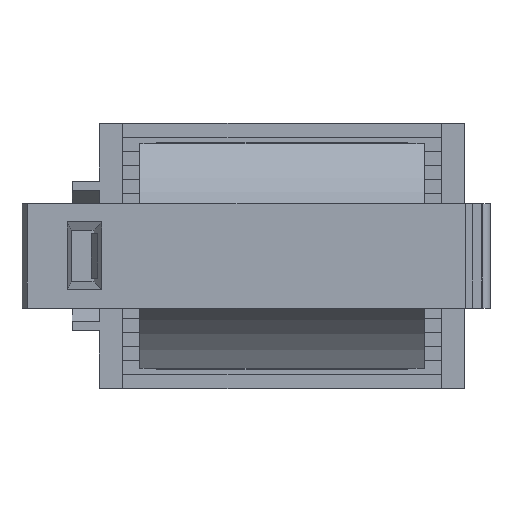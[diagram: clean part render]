
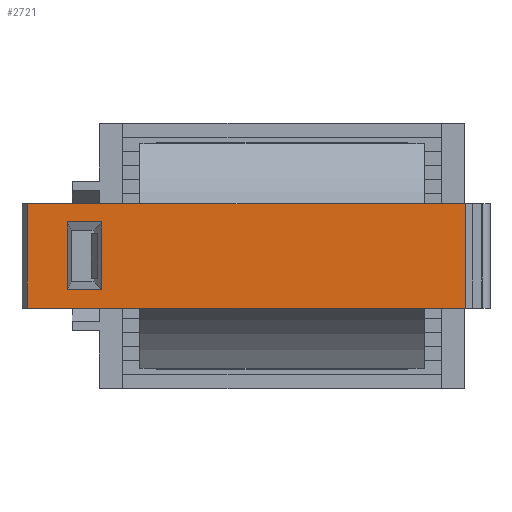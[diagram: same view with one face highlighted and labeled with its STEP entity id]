
A CAD part, top view. The second image highlights one B-rep face of the part: STEP entity #2721.
In plain terms, the highlighted planar face has unit normal (0, 0, 1).
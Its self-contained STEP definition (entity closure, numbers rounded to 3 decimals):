
#588=ORIENTED_EDGE('',*,*,#1137,.F.);
#589=ORIENTED_EDGE('',*,*,#1138,.F.);
#590=ORIENTED_EDGE('',*,*,#1139,.F.);
#591=ORIENTED_EDGE('',*,*,#1140,.F.);
#592=ORIENTED_EDGE('',*,*,#1103,.T.);
#593=ORIENTED_EDGE('',*,*,#1141,.T.);
#594=ORIENTED_EDGE('',*,*,#877,.F.);
#595=ORIENTED_EDGE('',*,*,#1142,.T.);
#596=ORIENTED_EDGE('',*,*,#897,.F.);
#597=ORIENTED_EDGE('',*,*,#1136,.T.);
#598=ORIENTED_EDGE('',*,*,#1107,.T.);
#599=ORIENTED_EDGE('',*,*,#1143,.F.);
#877=EDGE_CURVE('',#1265,#1266,#1517,.T.);
#897=EDGE_CURVE('',#1285,#1286,#1533,.T.);
#1103=EDGE_CURVE('',#1427,#1426,#1724,.T.);
#1107=EDGE_CURVE('',#1431,#1430,#1728,.T.);
#1136=EDGE_CURVE('',#1285,#1431,#1753,.T.);
#1137=EDGE_CURVE('',#1446,#1447,#1754,.F.);
#1138=EDGE_CURVE('',#1448,#1446,#1755,.F.);
#1139=EDGE_CURVE('',#1449,#1448,#1756,.F.);
#1140=EDGE_CURVE('',#1447,#1449,#1757,.F.);
#1141=EDGE_CURVE('',#1426,#1266,#1758,.T.);
#1142=EDGE_CURVE('',#1265,#1286,#1759,.T.);
#1143=EDGE_CURVE('',#1427,#1430,#1760,.T.);
#1265=VERTEX_POINT('',#3752);
#1266=VERTEX_POINT('',#3753);
#1285=VERTEX_POINT('',#3791);
#1286=VERTEX_POINT('',#3793);
#1426=VERTEX_POINT('',#4202);
#1427=VERTEX_POINT('',#4204);
#1430=VERTEX_POINT('',#4210);
#1431=VERTEX_POINT('',#4212);
#1446=VERTEX_POINT('',#4271);
#1447=VERTEX_POINT('',#4272);
#1448=VERTEX_POINT('',#4274);
#1449=VERTEX_POINT('',#4276);
#1517=LINE('',#3751,#1867);
#1533=LINE('',#3792,#1883);
#1724=LINE('',#4203,#2074);
#1728=LINE('',#4211,#2078);
#1753=LINE('',#4268,#2103);
#1754=LINE('',#4270,#2104);
#1755=LINE('',#4273,#2105);
#1756=LINE('',#4275,#2106);
#1757=LINE('',#4277,#2107);
#1758=LINE('',#4278,#2108);
#1759=LINE('',#4279,#2109);
#1760=LINE('',#4280,#2110);
#1867=VECTOR('',#3026,1000.);
#1883=VECTOR('',#3050,1000.);
#2074=VECTOR('',#3399,1000.);
#2078=VECTOR('',#3403,1000.);
#2103=VECTOR('',#3462,1000.);
#2104=VECTOR('',#3465,1000.);
#2105=VECTOR('',#3466,1000.);
#2106=VECTOR('',#3467,1000.);
#2107=VECTOR('',#3468,1000.);
#2108=VECTOR('',#3469,1000.);
#2109=VECTOR('',#3470,1000.);
#2110=VECTOR('',#3471,1000.);
#2291=EDGE_LOOP('',(#588,#589,#590,#591));
#2292=EDGE_LOOP('',(#592,#593,#594,#595,#596,#597,#598,#599));
#2443=FACE_BOUND('',#2291,.T.);
#2444=FACE_BOUND('',#2292,.T.);
#2582=PLANE('',#2918);
#2721=ADVANCED_FACE('',(#2443,#2444),#2582,.F.);
#2918=AXIS2_PLACEMENT_3D('',#4269,#3463,#3464);
#3026=DIRECTION('',(-1.,0.,0.));
#3050=DIRECTION('',(-1.,0.,0.));
#3399=DIRECTION('',(-1.,0.,0.));
#3403=DIRECTION('',(-1.,0.,0.));
#3462=DIRECTION('',(0.,1.,0.));
#3463=DIRECTION('',(0.,0.,-1.));
#3464=DIRECTION('',(-1.,0.,0.));
#3465=DIRECTION('',(0.,-1.,0.));
#3466=DIRECTION('',(-1.,0.,0.));
#3467=DIRECTION('',(0.,1.,0.));
#3468=DIRECTION('',(1.,0.,0.));
#3469=DIRECTION('',(0.,-1.,0.));
#3470=DIRECTION('',(1.,0.,0.));
#3471=DIRECTION('',(1.,0.,0.));
#3751=CARTESIAN_POINT('',(17.551,-5.,9.801));
#3752=CARTESIAN_POINT('',(-13.625,-5.,9.801));
#3753=CARTESIAN_POINT('',(-24.399,-5.,9.801));
#3791=CARTESIAN_POINT('',(17.551,-5.,9.801));
#3792=CARTESIAN_POINT('',(17.551,-5.,9.801));
#3793=CARTESIAN_POINT('',(13.625,-5.,9.801));
#4202=CARTESIAN_POINT('',(-24.399,5.,9.801));
#4203=CARTESIAN_POINT('',(17.551,5.,9.801));
#4204=CARTESIAN_POINT('',(-13.625,5.,9.801));
#4210=CARTESIAN_POINT('',(13.625,5.,9.801));
#4211=CARTESIAN_POINT('',(17.551,5.,9.801));
#4212=CARTESIAN_POINT('',(17.551,5.,9.801));
#4268=CARTESIAN_POINT('',(17.551,-5.,9.801));
#4269=CARTESIAN_POINT('',(17.551,-5.,9.801));
#4270=CARTESIAN_POINT('',(-17.279,3.25,9.801));
#4271=CARTESIAN_POINT('',(-17.279,-3.25,9.801));
#4272=CARTESIAN_POINT('',(-17.279,3.25,9.801));
#4273=CARTESIAN_POINT('',(-17.279,-3.25,9.801));
#4274=CARTESIAN_POINT('',(-20.579,-3.25,9.801));
#4275=CARTESIAN_POINT('',(-20.579,-3.25,9.801));
#4276=CARTESIAN_POINT('',(-20.579,3.25,9.801));
#4277=CARTESIAN_POINT('',(-20.579,3.25,9.801));
#4278=CARTESIAN_POINT('',(-24.399,-5.,9.801));
#4279=CARTESIAN_POINT('',(-13.625,-5.,9.801));
#4280=CARTESIAN_POINT('',(-13.625,5.,9.801));
